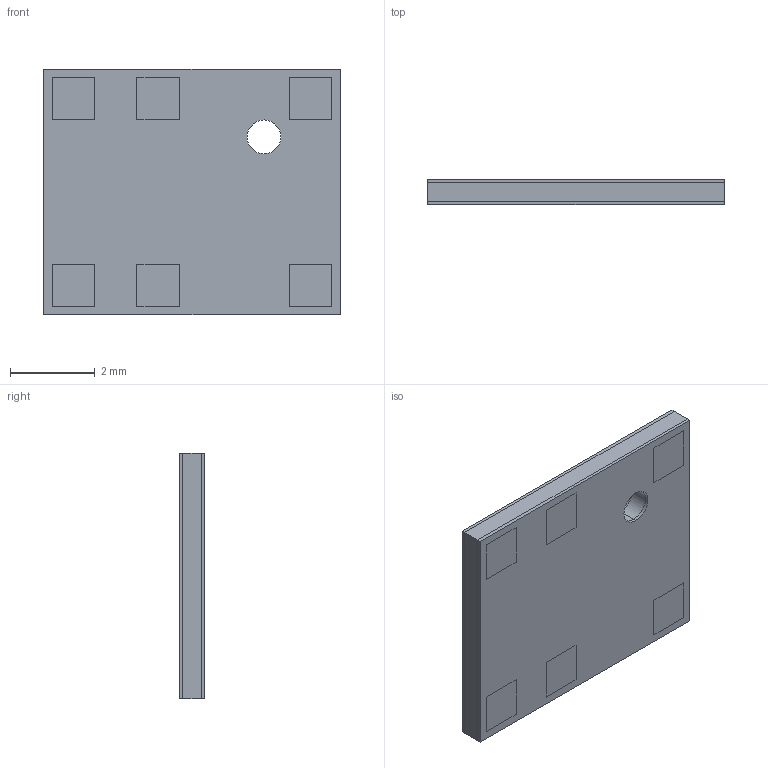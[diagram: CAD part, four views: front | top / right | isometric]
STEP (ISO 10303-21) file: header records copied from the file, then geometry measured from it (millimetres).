
FILE_DESCRIPTION (( 'STEP AP214' ), '1' );
FILE_NAME ('SR4G008.STEP', '2020-08-31T05:56:01', ( '' ), ( '' ), 'SwSTEP 2.0', 'SolidWorks 2017', '' );
FILE_SCHEMA (( 'AUTOMOTIVE_DESIGN' ));
Length unit declared in the file: millimetre
Products named in the file (1): SR4G008
Bounding box: 7 x 0.6 x 5.8 mm (x, y, z)
Volume: 24.1 mm3; surface area: 261.7 mm2
Topology: 10 solids, 10 shells, 90 faces, 210 edges, 140 vertices
Faces by surface type: plane 80, cylinder 10
Entity records: 3679 total; most frequent: CARTESIAN_POINT 441, ORIENTED_EDGE 420, DIRECTION 412, EDGE_CURVE 210, VECTOR 190, LINE 190, VERTEX_POINT 140, AXIS2_PLACEMENT_3D 111
